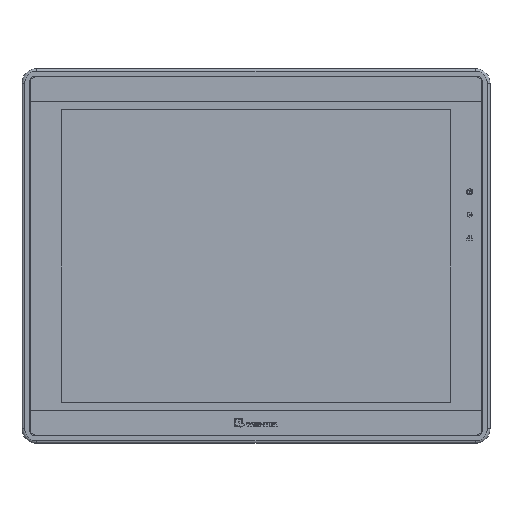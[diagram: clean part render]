
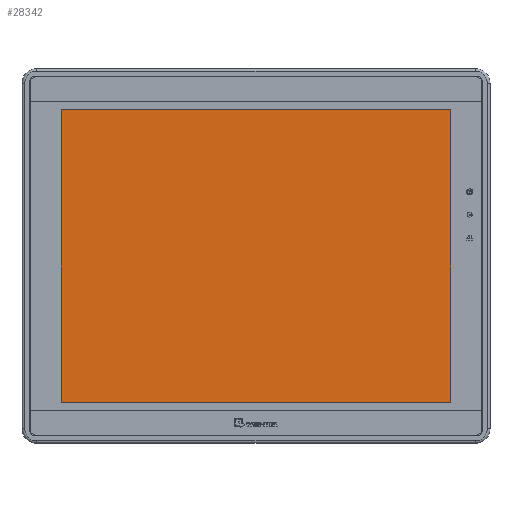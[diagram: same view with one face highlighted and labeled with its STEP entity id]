
A CAD part, top view. The second image highlights one B-rep face of the part: STEP entity #28342.
In plain terms, the highlighted planar face has unit normal (0, 0, 1).
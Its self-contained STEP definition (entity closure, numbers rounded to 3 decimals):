
#6004 = CARTESIAN_POINT ( 'NONE',  ( 172., 135.5, 3.03 ) ) ;
#6011 = FACE_OUTER_BOUND ( 'NONE', #54199, .T. ) ;
#6012 = PLANE ( 'NONE',  #26985 ) ;
#6014 = DIRECTION ( 'NONE',  ( 0., 0., -1. ) ) ;
#6015 = DIRECTION ( 'NONE',  ( -1., 0., 0. ) ) ;
#6740 = VECTOR ( 'NONE', #23101, 1000. ) ;
#6896 = VECTOR ( 'NONE', #23103, 1000. ) ;
#7086 = VECTOR ( 'NONE', #23109, 1000. ) ;
#7124 = VECTOR ( 'NONE', #23106, 1000. ) ;
#16790 = ORIENTED_EDGE ( 'NONE', *, *, #41964, .F. ) ;
#16792 = ORIENTED_EDGE ( 'NONE', *, *, #41965, .F. ) ;
#16794 = ORIENTED_EDGE ( 'NONE', *, *, #41966, .F. ) ;
#16796 = ORIENTED_EDGE ( 'NONE', *, *, #41967, .F. ) ;
#23020 = LINE ( 'NONE', #23102, #6896 ) ;
#23098 = LINE ( 'NONE', #23100, #6740 ) ;
#23100 = CARTESIAN_POINT ( 'NONE',  ( 152.35, 135.5, 3.03 ) ) ;
#23101 = DIRECTION ( 'NONE',  ( 0., -1., 0. ) ) ;
#23102 = CARTESIAN_POINT ( 'NONE',  ( 172., 114.25, 3.03 ) ) ;
#23103 = DIRECTION ( 'NONE',  ( 1., 0., 0. ) ) ;
#23104 = LINE ( 'NONE', #23105, #7124 ) ;
#23105 = CARTESIAN_POINT ( 'NONE',  ( -152.35, 135.5, 3.03 ) ) ;
#23106 = DIRECTION ( 'NONE',  ( 0., 1., 0. ) ) ;
#23107 = LINE ( 'NONE', #23108, #7086 ) ;
#23108 = CARTESIAN_POINT ( 'NONE',  ( 172., -114.25, 3.03 ) ) ;
#23109 = DIRECTION ( 'NONE',  ( -1., 0., 0. ) ) ;
#26985 = AXIS2_PLACEMENT_3D ( 'NONE', #6004, #6014, #6015 ) ;
#28342 = ADVANCED_FACE ( 'NONE', ( #6011 ), #6012, .F. ) ;
#41964 = EDGE_CURVE ( 'NONE', #59216, #59218, #23098, .T. ) ;
#41965 = EDGE_CURVE ( 'NONE', #59217, #59216, #23020, .T. ) ;
#41966 = EDGE_CURVE ( 'NONE', #59220, #59217, #23104, .T. ) ;
#41967 = EDGE_CURVE ( 'NONE', #59218, #59220, #23107, .T. ) ;
#51867 = CARTESIAN_POINT ( 'NONE',  ( 152.35, 114.25, 3.03 ) ) ;
#51868 = CARTESIAN_POINT ( 'NONE',  ( -152.35, 114.25, 3.03 ) ) ;
#51869 = CARTESIAN_POINT ( 'NONE',  ( 152.35, -114.25, 3.03 ) ) ;
#51871 = CARTESIAN_POINT ( 'NONE',  ( -152.35, -114.25, 3.03 ) ) ;
#54199 = EDGE_LOOP ( 'NONE', ( #16790, #16792, #16794, #16796 ) ) ;
#59216 = VERTEX_POINT ( 'NONE', #51867 ) ;
#59217 = VERTEX_POINT ( 'NONE', #51868 ) ;
#59218 = VERTEX_POINT ( 'NONE', #51869 ) ;
#59220 = VERTEX_POINT ( 'NONE', #51871 ) ;
